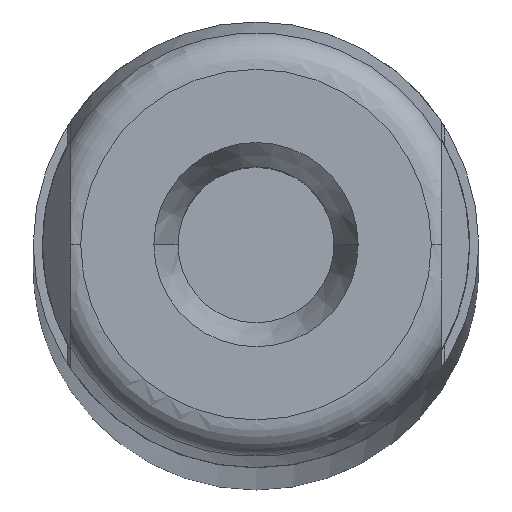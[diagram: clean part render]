
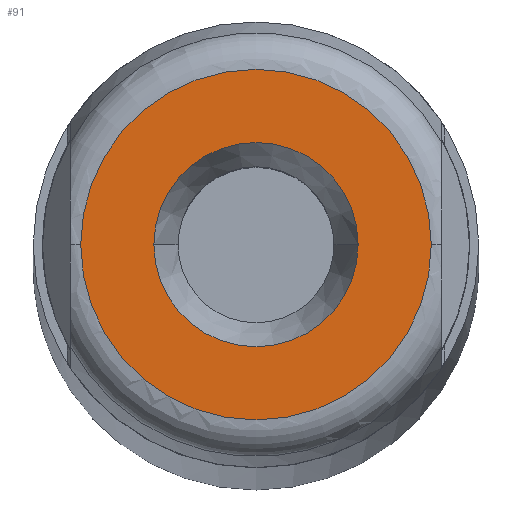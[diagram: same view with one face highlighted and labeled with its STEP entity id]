
A CAD part, top view. The second image highlights one B-rep face of the part: STEP entity #91.
In plain terms, the highlighted planar face has unit normal (0, 0, 1).
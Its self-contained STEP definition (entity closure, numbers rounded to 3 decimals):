
#25 = EDGE_CURVE ( 'NONE', #107, #128, #376, .T. ) ;
#45 = EDGE_LOOP ( 'NONE', ( #842, #185 ) ) ;
#91 = ADVANCED_FACE ( 'NONE', ( #819, #820 ), #821, .F. ) ;
#107 = VERTEX_POINT ( 'NONE', #913 ) ;
#128 = VERTEX_POINT ( 'NONE', #1130 ) ;
#145 = VERTEX_POINT ( 'NONE', #547 ) ;
#152 = VERTEX_POINT ( 'NONE', #593 ) ;
#166 = EDGE_CURVE ( 'NONE', #145, #152, #688, .T. ) ;
#181 = EDGE_CURVE ( 'NONE', #152, #145, #803, .T. ) ;
#185 = ORIENTED_EDGE ( 'NONE', *, *, #181, .T. ) ;
#193 = ORIENTED_EDGE ( 'NONE', *, *, #216, .F. ) ;
#216 = EDGE_CURVE ( 'NONE', #128, #107, #926, .T. ) ;
#376 = CIRCLE ( 'NONE', #381, 2.75 ) ;
#381 = AXIS2_PLACEMENT_3D ( 'NONE', #382, #383, #384 ) ;
#382 = CARTESIAN_POINT ( 'NONE',  ( 0., 0., 0. ) ) ;
#383 = DIRECTION ( 'NONE',  ( 0., 0., 1. ) ) ;
#384 = DIRECTION ( 'NONE',  ( 1., 0., 0. ) ) ;
#547 = CARTESIAN_POINT ( 'NONE',  ( 4.72, 0., 0. ) ) ;
#593 = CARTESIAN_POINT ( 'NONE',  ( -4.72, 0., 0. ) ) ;
#688 = CIRCLE ( 'NONE', #689, 4.72 ) ;
#689 = AXIS2_PLACEMENT_3D ( 'NONE', #690, #691, #692 ) ;
#690 = CARTESIAN_POINT ( 'NONE',  ( 0., 0., 0. ) ) ;
#691 = DIRECTION ( 'NONE',  ( 0., 0., 1. ) ) ;
#692 = DIRECTION ( 'NONE',  ( 1., 0., 0. ) ) ;
#803 = CIRCLE ( 'NONE', #804, 4.72 ) ;
#804 = AXIS2_PLACEMENT_3D ( 'NONE', #805, #808, #809 ) ;
#805 = CARTESIAN_POINT ( 'NONE',  ( 0., 0., 0. ) ) ;
#808 = DIRECTION ( 'NONE',  ( 0., 0., 1. ) ) ;
#809 = DIRECTION ( 'NONE',  ( 1., 0., 0. ) ) ;
#819 = FACE_BOUND ( 'NONE', #1212, .T. ) ;
#820 = FACE_OUTER_BOUND ( 'NONE', #45, .T. ) ;
#821 = PLANE ( 'NONE',  #822 ) ;
#822 = AXIS2_PLACEMENT_3D ( 'NONE', #823, #826, #827 ) ;
#823 = CARTESIAN_POINT ( 'NONE',  ( 0., 0., 0. ) ) ;
#826 = DIRECTION ( 'NONE',  ( 0., 0., -1. ) ) ;
#827 = DIRECTION ( 'NONE',  ( -1., 0., 0. ) ) ;
#842 = ORIENTED_EDGE ( 'NONE', *, *, #166, .T. ) ;
#913 = CARTESIAN_POINT ( 'NONE',  ( -2.75, 0., 0. ) ) ;
#926 = CIRCLE ( 'NONE', #927, 2.75 ) ;
#927 = AXIS2_PLACEMENT_3D ( 'NONE', #929, #930, #931 ) ;
#929 = CARTESIAN_POINT ( 'NONE',  ( 0., 0., 0. ) ) ;
#930 = DIRECTION ( 'NONE',  ( 0., 0., 1. ) ) ;
#931 = DIRECTION ( 'NONE',  ( 1., 0., 0. ) ) ;
#1130 = CARTESIAN_POINT ( 'NONE',  ( 2.75, 0., 0. ) ) ;
#1212 = EDGE_LOOP ( 'NONE', ( #193, #1217 ) ) ;
#1217 = ORIENTED_EDGE ( 'NONE', *, *, #25, .F. ) ;
